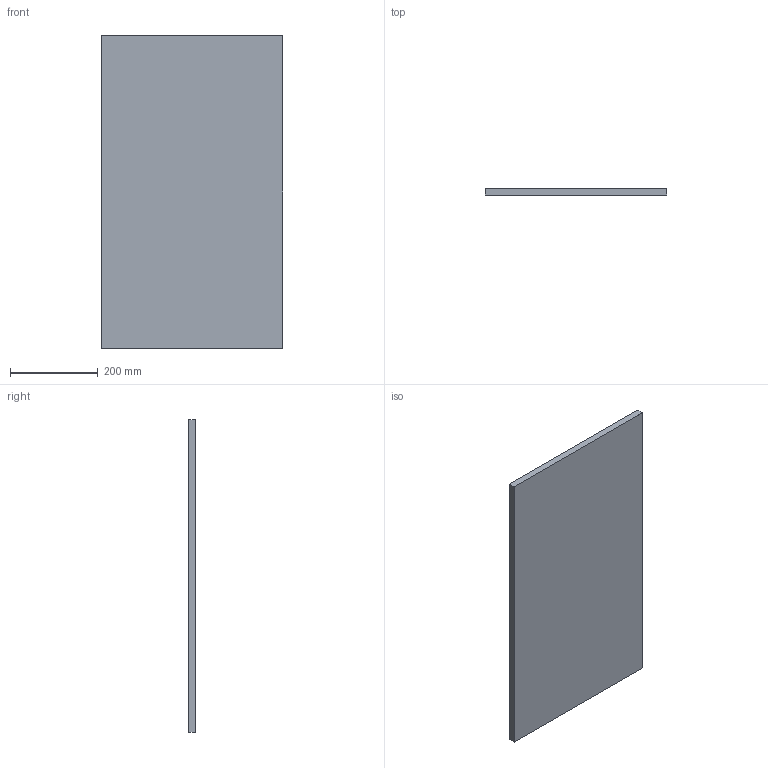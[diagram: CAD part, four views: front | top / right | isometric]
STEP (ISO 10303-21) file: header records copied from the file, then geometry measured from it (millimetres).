
FILE_DESCRIPTION(('STEP AP214'),'1');
FILE_NAME('PORTA_11.step','2026-01-16T13:19:26',(' '),(' '),'Spatial InterOp 3D',' ',' ');
FILE_SCHEMA(('AUTOMOTIVE_DESIGN { 1 0 10303 214 1 1 1 1 }'));
Length unit declared in the file: millimetre
Products named in the file (1): PAINEL
Bounding box: 414 x 15 x 714 mm (x, y, z)
Volume: 4413082.5 mm3; surface area: 695223.3 mm2
Topology: 5 solids, 5 shells, 38 faces, 72 edges, 48 vertices
Faces by surface type: plane 34, cylinder 4
Full cylindrical faces by diameter (mm): 2.5 x2, 35 x2
Entity records: 1261 total; most frequent: DIRECTION 162, CARTESIAN_POINT 159, ORIENTED_EDGE 136, EDGE_CURVE 68, LINE 60, VECTOR 60, AXIS2_PLACEMENT_3D 51, VERTEX_POINT 48
